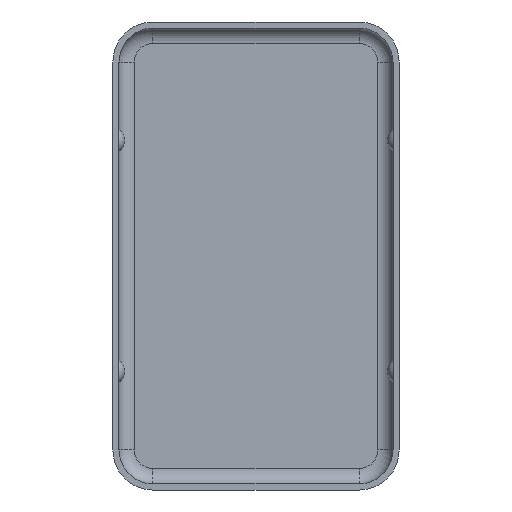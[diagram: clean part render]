
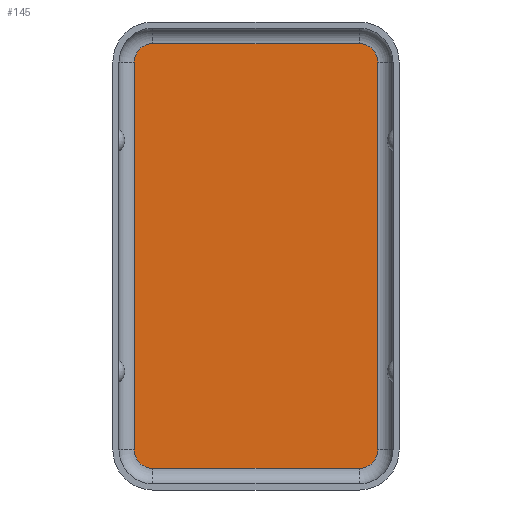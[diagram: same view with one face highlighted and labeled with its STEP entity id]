
A CAD part, front view. The second image highlights one B-rep face of the part: STEP entity #145.
In plain terms, the highlighted planar face has unit normal (0, -1, 0).
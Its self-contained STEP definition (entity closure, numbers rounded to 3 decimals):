
#145 = ADVANCED_FACE( 'NONE', ( #295 ), #296, .T. );
#295 = FACE_OUTER_BOUND( '', #528, .T. );
#296 = PLANE( '', #529 );
#528 = EDGE_LOOP( '', ( #830, #831, #832, #833, #834, #835, #836, #837 ) );
#529 = AXIS2_PLACEMENT_3D( '', #838, #839, #840 );
#830 = ORIENTED_EDGE( '', *, *, #885, .F. );
#831 = ORIENTED_EDGE( '', *, *, #988, .F. );
#832 = ORIENTED_EDGE( '', *, *, #978, .F. );
#833 = ORIENTED_EDGE( '', *, *, #941, .T. );
#834 = ORIENTED_EDGE( '', *, *, #932, .T. );
#835 = ORIENTED_EDGE( '', *, *, #946, .F. );
#836 = ORIENTED_EDGE( '', *, *, #998, .T. );
#837 = ORIENTED_EDGE( '', *, *, #1004, .T. );
#838 = CARTESIAN_POINT( '', ( 3.35, 0., -6.3 ) );
#839 = DIRECTION( '', ( 0., -1., 0. ) );
#840 = DIRECTION( '', ( 0., 0., -1. ) );
#885 = EDGE_CURVE( 'NONE', #1021, #1023, #1024, .T. );
#932 = EDGE_CURVE( 'NONE', #1099, #1097, #1100, .T. );
#941 = EDGE_CURVE( 'NONE', #1110, #1099, #1111, .T. );
#946 = EDGE_CURVE( 'NONE', #1116, #1097, #1118, .T. );
#978 = EDGE_CURVE( 'NONE', #1110, #1159, #1160, .T. );
#988 = EDGE_CURVE( 'NONE', #1159, #1021, #1172, .T. );
#998 = EDGE_CURVE( 'NONE', #1116, #1183, #1185, .T. );
#1004 = EDGE_CURVE( 'NONE', #1183, #1023, #1191, .T. );
#1021 = VERTEX_POINT( 'NONE', #1213 );
#1023 = VERTEX_POINT( 'NONE', #1215 );
#1024 = LINE( '', #1216, #1217 );
#1097 = VERTEX_POINT( 'NONE', #1305 );
#1099 = VERTEX_POINT( 'NONE', #1307 );
#1100 = LINE( '', #1308, #1309 );
#1110 = VERTEX_POINT( 'NONE', #1321 );
#1111 = CIRCLE( '', #1322, 0.6 );
#1116 = VERTEX_POINT( 'NONE', #1327 );
#1118 = CIRCLE( '', #1329, 0.6 );
#1159 = VERTEX_POINT( 'NONE', #1380 );
#1160 = LINE( '', #1381, #1382 );
#1172 = CIRCLE( '', #1396, 0.6 );
#1183 = VERTEX_POINT( 'NONE', #1409 );
#1185 = LINE( '', #1411, #1412 );
#1191 = CIRCLE( '', #1418, 0.6 );
#1213 = CARTESIAN_POINT( '', ( 3.35, 0., -6.9 ) );
#1215 = CARTESIAN_POINT( '', ( -3.35, 0., -6.9 ) );
#1216 = CARTESIAN_POINT( '', ( 3.35, 0., -6.9 ) );
#1217 = VECTOR( '', #1430, 1000. );
#1305 = CARTESIAN_POINT( '', ( -3.35, 0., 6.9 ) );
#1307 = CARTESIAN_POINT( '', ( 3.35, 0., 6.9 ) );
#1308 = CARTESIAN_POINT( '', ( 3.35, 0., 6.9 ) );
#1309 = VECTOR( '', #1509, 1000. );
#1321 = CARTESIAN_POINT( '', ( 3.95, 0., 6.3 ) );
#1322 = AXIS2_PLACEMENT_3D( '', #1521, #1522, #1523 );
#1327 = CARTESIAN_POINT( '', ( -3.95, 0., 6.3 ) );
#1329 = AXIS2_PLACEMENT_3D( '', #1533, #1534, #1535 );
#1380 = CARTESIAN_POINT( '', ( 3.95, 0., -6.3 ) );
#1381 = CARTESIAN_POINT( '', ( 3.95, 0., 0. ) );
#1382 = VECTOR( '', #1573, 1000. );
#1396 = AXIS2_PLACEMENT_3D( '', #1585, #1586, #1587 );
#1409 = CARTESIAN_POINT( '', ( -3.95, 0., -6.3 ) );
#1411 = CARTESIAN_POINT( '', ( -3.95, 0., 0. ) );
#1412 = VECTOR( '', #1599, 1000. );
#1418 = AXIS2_PLACEMENT_3D( '', #1603, #1604, #1605 );
#1430 = DIRECTION( '', ( -1., 0., 0. ) );
#1509 = DIRECTION( '', ( -1., 0., 0. ) );
#1521 = CARTESIAN_POINT( '', ( 3.35, 0., 6.3 ) );
#1522 = DIRECTION( '', ( 0., -1., 0. ) );
#1523 = DIRECTION( '', ( 0., 0., -1. ) );
#1533 = CARTESIAN_POINT( '', ( -3.35, 0., 6.3 ) );
#1534 = DIRECTION( '', ( 0., 1., 0. ) );
#1535 = DIRECTION( '', ( 0., 0., -1. ) );
#1573 = DIRECTION( '', ( 0., 0., -1. ) );
#1585 = CARTESIAN_POINT( '', ( 3.35, 0., -6.3 ) );
#1586 = DIRECTION( '', ( 0., 1., 0. ) );
#1587 = DIRECTION( '', ( 0., 0., 1. ) );
#1599 = DIRECTION( '', ( 0., 0., -1. ) );
#1603 = CARTESIAN_POINT( '', ( -3.35, 0., -6.3 ) );
#1604 = DIRECTION( '', ( 0., -1., 0. ) );
#1605 = DIRECTION( '', ( 0., 0., 1. ) );
